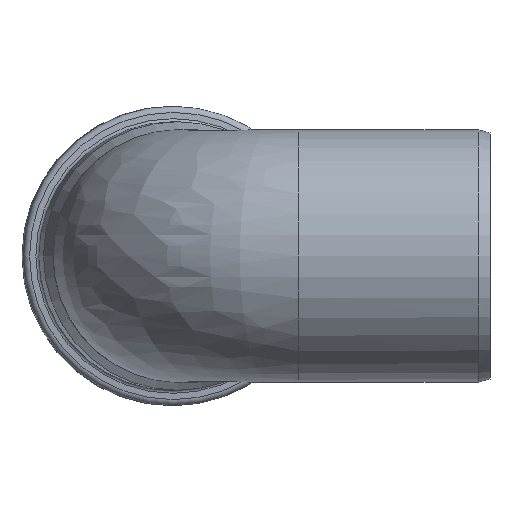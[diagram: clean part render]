
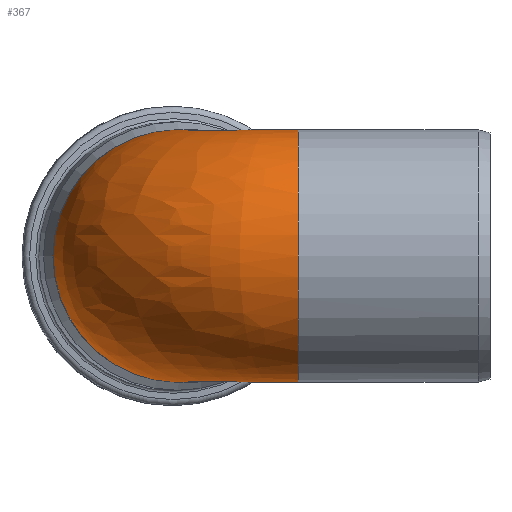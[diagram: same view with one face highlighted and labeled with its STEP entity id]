
A CAD part, left-side view. The second image highlights one B-rep face of the part: STEP entity #367.
In plain terms, the highlighted free-form (B-spline) face has degree [2, 2] with [9, 3] control points.
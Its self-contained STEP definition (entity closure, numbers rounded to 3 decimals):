
#77=CIRCLE('',#404,37.6);
#78=CIRCLE('',#405,37.6);
#110=(
BOUNDED_SURFACE()
B_SPLINE_SURFACE(2,2,((#669,#670,#671),(#672,#673,#674),(#675,#676,#677),
(#678,#679,#680),(#681,#682,#683),(#684,#685,#686),(#687,#688,#689),(#690,
#691,#692),(#693,#694,#695)),.UNSPECIFIED.,.F.,.F.,.F.)
B_SPLINE_SURFACE_WITH_KNOTS((3,2,2,2,3),(3,3),(-2.737,-1.368,
0.,1.368,2.737),(0.,1.527),
 .UNSPECIFIED.)
GEOMETRIC_REPRESENTATION_ITEM()
RATIONAL_B_SPLINE_SURFACE(((1.,0.722,1.),(0.775,
0.56,0.775),(1.,0.722,1.),(0.775,
0.56,0.775),(1.,0.722,1.),(0.775,
0.56,0.775),(1.,0.722,1.),(0.775,
0.56,0.775),(1.,0.722,1.)))
REPRESENTATION_ITEM('')
SURFACE()
);
#113=FACE_OUTER_BOUND('',#147,.T.);
#147=EDGE_LOOP('',(#293,#294,#295,#296));
#214=B_SPLINE_CURVE_WITH_KNOTS('',3,(#633,#634,#635,#636,#637,#638,#639,
#640,#641,#642,#643,#644,#645,#646,#647,#648),.UNSPECIFIED.,.F.,.F.,(4,
3,3,3,3,4),(0.,0.039,0.077,
0.079,0.107,0.138),.UNSPECIFIED.);
#215=B_SPLINE_CURVE_WITH_KNOTS('',3,(#652,#653,#654,#655,#656,#657,#658,
#659,#660,#661,#662,#663,#664,#665,#666,#667),.UNSPECIFIED.,.F.,.F.,(4,
3,3,3,3,4),(0.,0.039,0.059,
0.077,0.107,0.138),.UNSPECIFIED.);
#216=VERTEX_POINT('',#631);
#217=VERTEX_POINT('',#632);
#218=VERTEX_POINT('',#649);
#219=VERTEX_POINT('',#651);
#251=EDGE_CURVE('',#216,#217,#214,.T.);
#253=EDGE_CURVE('',#219,#218,#215,.T.);
#255=EDGE_CURVE('',#218,#216,#77,.T.);
#256=EDGE_CURVE('',#219,#217,#78,.T.);
#293=ORIENTED_EDGE('',*,*,#253,.T.);
#294=ORIENTED_EDGE('',*,*,#255,.T.);
#295=ORIENTED_EDGE('',*,*,#251,.T.);
#296=ORIENTED_EDGE('',*,*,#256,.F.);
#367=ADVANCED_FACE('',(#113),#110,.F.);
#404=AXIS2_PLACEMENT_3D('',#696,#475,#476);
#405=AXIS2_PLACEMENT_3D('',#697,#477,#478);
#475=DIRECTION('center_axis',(0.,1.,0.));
#476=DIRECTION('ref_axis',(1.,0.,0.));
#477=DIRECTION('center_axis',(0.999,0.044,0.));
#478=DIRECTION('ref_axis',(0.044,-0.999,0.));
#631=CARTESIAN_POINT('',(34.532,57.064,14.877));
#632=CARTESIAN_POINT('',(35.41,57.982,14.877));
#633=CARTESIAN_POINT('Ctrl Pts',(34.532,57.064,14.877));
#634=CARTESIAN_POINT('Ctrl Pts',(34.541,57.194,14.855));
#635=CARTESIAN_POINT('Ctrl Pts',(34.577,57.321,14.839));
#636=CARTESIAN_POINT('Ctrl Pts',(34.636,57.439,14.829));
#637=CARTESIAN_POINT('Ctrl Pts',(34.692,57.551,14.819));
#638=CARTESIAN_POINT('Ctrl Pts',(34.768,57.652,14.815));
#639=CARTESIAN_POINT('Ctrl Pts',(34.862,57.736,14.818));
#640=CARTESIAN_POINT('Ctrl Pts',(34.867,57.74,14.818));
#641=CARTESIAN_POINT('Ctrl Pts',(34.872,57.744,14.818));
#642=CARTESIAN_POINT('Ctrl Pts',(34.877,57.749,14.818));
#643=CARTESIAN_POINT('Ctrl Pts',(34.948,57.81,14.82));
#644=CARTESIAN_POINT('Ctrl Pts',(35.029,57.861,14.827));
#645=CARTESIAN_POINT('Ctrl Pts',(35.115,57.9,14.836));
#646=CARTESIAN_POINT('Ctrl Pts',(35.209,57.942,14.846));
#647=CARTESIAN_POINT('Ctrl Pts',(35.308,57.97,14.86));
#648=CARTESIAN_POINT('Ctrl Pts',(35.41,57.982,14.877));
#649=CARTESIAN_POINT('',(34.532,57.064,-14.877));
#651=CARTESIAN_POINT('',(35.41,57.982,-14.877));
#652=CARTESIAN_POINT('Ctrl Pts',(35.41,57.982,-14.877));
#653=CARTESIAN_POINT('Ctrl Pts',(35.281,57.966,-14.855));
#654=CARTESIAN_POINT('Ctrl Pts',(35.155,57.926,-14.839));
#655=CARTESIAN_POINT('Ctrl Pts',(35.04,57.862,-14.828));
#656=CARTESIAN_POINT('Ctrl Pts',(34.981,57.83,-14.823));
#657=CARTESIAN_POINT('Ctrl Pts',(34.927,57.792,-14.82));
#658=CARTESIAN_POINT('Ctrl Pts',(34.877,57.749,-14.818));
#659=CARTESIAN_POINT('Ctrl Pts',(34.832,57.71,-14.817));
#660=CARTESIAN_POINT('Ctrl Pts',(34.791,57.668,-14.817));
#661=CARTESIAN_POINT('Ctrl Pts',(34.753,57.621,-14.818));
#662=CARTESIAN_POINT('Ctrl Pts',(34.69,57.543,-14.82));
#663=CARTESIAN_POINT('Ctrl Pts',(34.639,57.455,-14.827));
#664=CARTESIAN_POINT('Ctrl Pts',(34.601,57.362,-14.836));
#665=CARTESIAN_POINT('Ctrl Pts',(34.563,57.266,-14.846));
#666=CARTESIAN_POINT('Ctrl Pts',(34.539,57.166,-14.86));
#667=CARTESIAN_POINT('Ctrl Pts',(34.532,57.064,-14.877));
#669=CARTESIAN_POINT('Ctrl Pts',(34.558,57.064,14.815));
#670=CARTESIAN_POINT('Ctrl Pts',(34.558,57.918,14.815));
#671=CARTESIAN_POINT('Ctrl Pts',(35.411,57.955,14.815));
#672=CARTESIAN_POINT('Ctrl Pts',(22.476,57.064,42.999));
#673=CARTESIAN_POINT('Ctrl Pts',(22.476,69.484,42.999));
#674=CARTESIAN_POINT('Ctrl Pts',(34.884,70.026,42.999));
#675=CARTESIAN_POINT('Ctrl Pts',(-7.562,57.064,36.832));
#676=CARTESIAN_POINT('Ctrl Pts',(-7.562,98.239,36.832));
#677=CARTESIAN_POINT('Ctrl Pts',(33.574,100.035,36.832));
#678=CARTESIAN_POINT('Ctrl Pts',(-37.6,57.064,30.665));
#679=CARTESIAN_POINT('Ctrl Pts',(-37.6,126.994,30.665));
#680=CARTESIAN_POINT('Ctrl Pts',(32.264,130.044,30.665));
#681=CARTESIAN_POINT('Ctrl Pts',(-37.6,57.064,0.));
#682=CARTESIAN_POINT('Ctrl Pts',(-37.6,126.994,0.));
#683=CARTESIAN_POINT('Ctrl Pts',(32.264,130.044,0.));
#684=CARTESIAN_POINT('Ctrl Pts',(-37.6,57.064,-30.665));
#685=CARTESIAN_POINT('Ctrl Pts',(-37.6,126.994,-30.665));
#686=CARTESIAN_POINT('Ctrl Pts',(32.264,130.044,-30.665));
#687=CARTESIAN_POINT('Ctrl Pts',(-7.562,57.064,-36.832));
#688=CARTESIAN_POINT('Ctrl Pts',(-7.562,98.239,-36.832));
#689=CARTESIAN_POINT('Ctrl Pts',(33.574,100.035,-36.832));
#690=CARTESIAN_POINT('Ctrl Pts',(22.476,57.064,-42.999));
#691=CARTESIAN_POINT('Ctrl Pts',(22.476,69.484,-42.999));
#692=CARTESIAN_POINT('Ctrl Pts',(34.884,70.026,-42.999));
#693=CARTESIAN_POINT('Ctrl Pts',(34.558,57.064,-14.815));
#694=CARTESIAN_POINT('Ctrl Pts',(34.558,57.918,-14.815));
#695=CARTESIAN_POINT('Ctrl Pts',(35.411,57.955,-14.815));
#696=CARTESIAN_POINT('Origin',(0.,57.064,0.));
#697=CARTESIAN_POINT('Origin',(33.904,92.48,0.));
